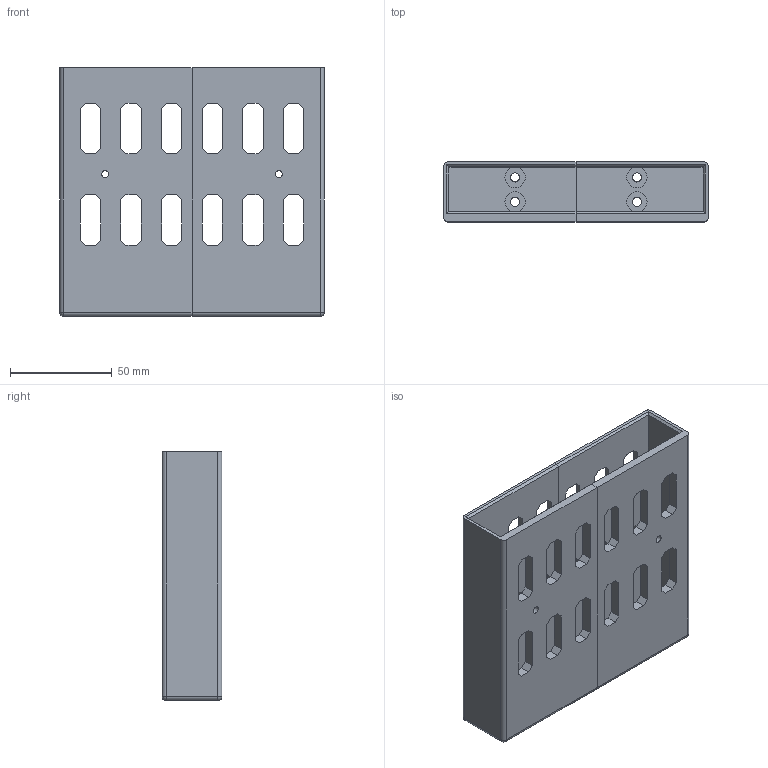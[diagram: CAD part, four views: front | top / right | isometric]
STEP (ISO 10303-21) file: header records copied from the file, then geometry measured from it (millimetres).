
FILE_DESCRIPTION(('FreeCAD Model'),'2;1');
FILE_NAME('Open CASCADE Shape Model','2023-09-21T09:54:33',('Author'),( ''),'Open CASCADE STEP processor 7.6','FreeCAD','Unknown');
FILE_SCHEMA(('AUTOMOTIVE_DESIGN { 1 0 10303 214 1 1 1 1 }'));
Length unit declared in the file: millimetre
Products named in the file (3): Part001; Body001; Clone001 (Mirror #2)
Assembly tree (2 placements, depth 2):
  Part001
    Body001
    Clone001 (Mirror #2)
Bounding box: 130 x 29.5 x 122.5 mm (x, y, z)
Volume: 135760.4 mm3; surface area: 76447.2 mm2
Topology: 2 solids, 2 shells, 256 faces, 730 edges, 476 vertices
Faces by surface type: plane 228, cylinder 24, sphere 4
Full cylindrical faces by diameter (mm): 3.5 x2, 4.5 x4, 8 x4, 10 x4
Entity records: 8352 total; most frequent: CARTESIAN_POINT 1461, ORIENTED_EDGE 1452, DIRECTION 1296, EDGE_CURVE 726, LINE 674, VECTOR 674, VERTEX_POINT 476, FACE_BOUND 326
